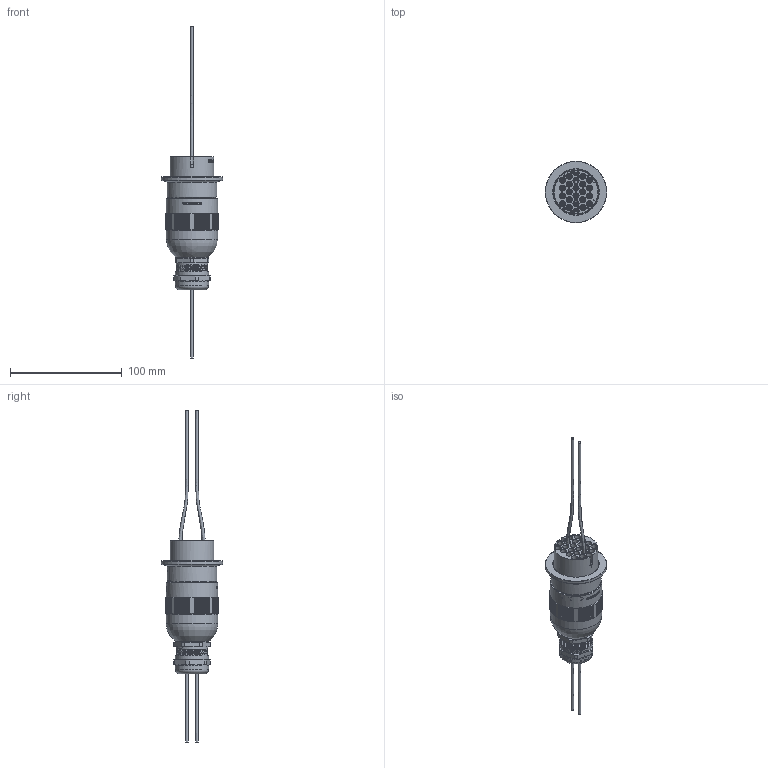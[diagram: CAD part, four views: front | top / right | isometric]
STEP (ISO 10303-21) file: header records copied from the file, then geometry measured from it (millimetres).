
FILE_DESCRIPTION (( 'STEP AP214' ), '1' );
FILE_NAME ('外发模型(带护线筒)-Z-S-KF40-2225-L85-L95.STEP', '2024-08-20T03:54:24', ( '' ), ( '' ), 'SwSTEP 2.0', 'SolidWorks 2020', '' );
FILE_SCHEMA (( 'AUTOMOTIVE_DESIGN' ));
Length unit declared in the file: millimetre
Products named in the file (20): 囀郋彶踡蛈 13-18; 誘盄芠-CPC-M44D18; 俋楷耀倰-FL-S-KF40-2225-L85-L95; 誘盄芠蹟簽-LT18-PG21; M3-16-4 - 坋趼芛; 俋楷耀倰-XF-22P25-VAC-PPS; 俋楷耀倰-S-KF40-2225-L85-L95; 誘盄芠囀郋-FTL18-M25NX; 俋楷耀倰-Z-XF-22P25-VAC-PPS; 萇盄蝶々-2.5-0825; NDL-D25L216; 誘盄芠俋褲-CPC-M44D18; 萇盄-2.5-0825; 外发模型(带护线筒)-Z-S-KF40-2225-L85-L95; 萇盄囀郋-2.5-0825; 外发模型-CFG-2525-带定位爪; 俋楷耀倰-Z-CFG-2525+萇盄-2.5; 囀郋躇猾杶 13-18; 俋楷耀倰-XF-22P25-AIR-PPS; 俋楷耀倰-Z-XF-22P25-AIR-PPS
Assembly tree (46 placements, depth 5):
  外发模型(带护线筒)-Z-S-KF40-2225-L85-L95
    俋楷耀倰-S-KF40-2225-L85-L95
      俋楷耀倰-FL-S-KF40-2225-L85-L95
      NDL-D25L216  x22
    俋楷耀倰-Z-XF-22P25-VAC-PPS
      俋楷耀倰-XF-22P25-VAC-PPS
      M3-16-4 - 坋趼芛  x2
      俋楷耀倰-Z-CFG-2525+萇盄-2.5  x2
        外发模型-CFG-2525-带定位爪
        萇盄-2.5-0825
          萇盄囀郋-2.5-0825
          萇盄蝶々-2.5-0825
    俋楷耀倰-Z-XF-22P25-AIR-PPS
      俋楷耀倰-XF-22P25-AIR-PPS
      M3-16-4 - 坋趼芛  x2
      俋楷耀倰-Z-CFG-2525+萇盄-2.5  x2
        外发模型-CFG-2525-带定位爪
        萇盄-2.5-0825
          萇盄囀郋-2.5-0825
          萇盄蝶々-2.5-0825
    誘盄芠-CPC-M44D18
      誘盄芠俋褲-CPC-M44D18
      誘盄芠囀郋-FTL18-M25NX
        誘盄芠蹟簽-LT18-PG21
        囀郋躇猾杶 13-18
        囀郋彶踡蛈 13-18
Bounding box: 55 x 55 x 297 mm (x, y, z)
Volume: 90803.4 mm3; surface area: 90499 mm2
Topology: 45 solids, 45 shells, 1642 faces, 4511 edges, 3159 vertices
Faces by surface type: plane 900, cylinder 398, bspline 192, torus 83, cone 65, sphere 4
Full cylindrical faces by diameter (mm): 0.8 x4, 1.8 x4, 1.85 x4, 2.4 x4, 2.5 x82, 3.5 x4, 3.8 x4, 4 x8, 4.2 x52, 4.5 x4, 4.9 x8, 5.4 x44, 18.5 x1, 19 x2, 21.6 x1, 22.5 x1, 23.9 x1, 24 x1, 24.4 x1, 24.5 x1, 28.3 x8, 29.6 x1, 29.7 x2, 39 x2, 41.2 x1, 42.5 x1, 44.5 x5, 46 x2, 55 x1
Entity records: 71405 total; most frequent: CARTESIAN_POINT 39881, ORIENTED_EDGE 6892, DIRECTION 4990, EDGE_CURVE 3446, VERTEX_POINT 2613, AXIS2_PLACEMENT_3D 1834, EDGE_LOOP 1809, FACE_OUTER_BOUND 1452
